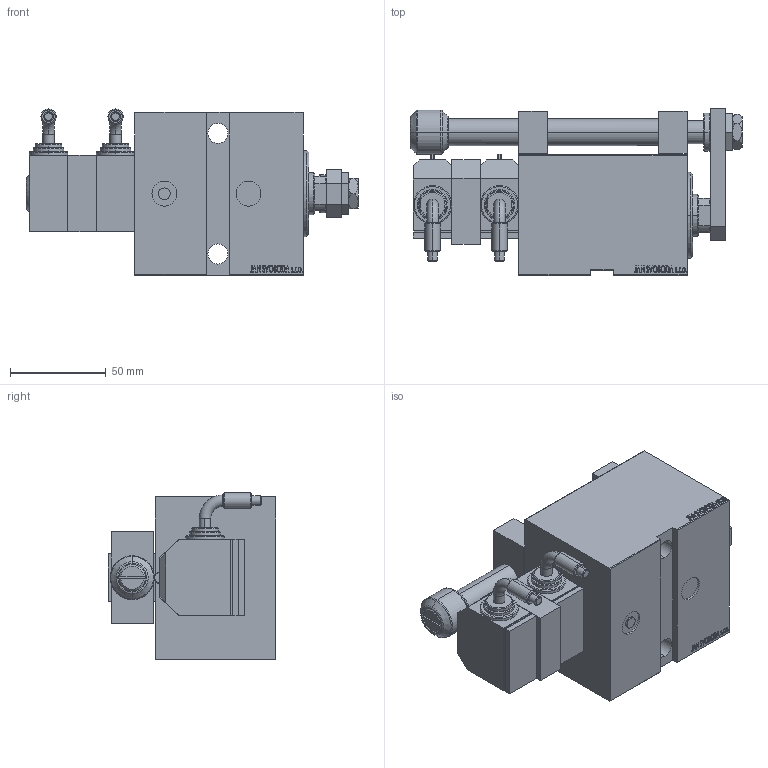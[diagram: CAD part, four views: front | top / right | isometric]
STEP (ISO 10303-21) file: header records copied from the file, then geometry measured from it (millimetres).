
FILE_DESCRIPTION (( 'STEP AP203' ), '1' );
FILE_NAME ('cebe.STEP', '2024-02-12T05:41:42', ( '' ), ( '' ), 'SwSTEP 2.0', 'SolidWorks 2019', '' );
FILE_SCHEMA (( 'CONFIG_CONTROL_DESIGN' ));
Length unit declared in the file: millimetre
Products named in the file (13): SWITCH_P_FRONT_BACK a805d6a125948889d3ad9722299033e5; MIDDLE a805d6a125948889d3ad9722299033e5; ZARAZKA_P a805d6a125948889d3ad9722299033e5; SWITCH DIM W_B a805d6a125948889d3ad9722299033e5; TYC_P a805d6a125948889d3ad9722299033e5; NUT_D16 a805d6a125948889d3ad9722299033e5; V450CM_VC_B a805d6a125948889d3ad9722299033e5; NUT_D19_P a805d6a125948889d3ad9722299033e5; SWITCH P a805d6a125948889d3ad9722299033e5; KROUZEK_PRO_TYC a805d6a125948889d3ad9722299033e5; V450CM_E_VCP a805d6a125948889d3ad9722299033e5; V450CM_E_Body a805d6a125948889d3ad9722299033e5; cebe
Assembly tree (14 placements, depth 2):
  cebe
    V450CM_E_Body a805d6a125948889d3ad9722299033e5
    V450CM_E_VCP a805d6a125948889d3ad9722299033e5
    V450CM_VC_B a805d6a125948889d3ad9722299033e5
    ZARAZKA_P a805d6a125948889d3ad9722299033e5
    KROUZEK_PRO_TYC a805d6a125948889d3ad9722299033e5
    MIDDLE a805d6a125948889d3ad9722299033e5
    NUT_D16 a805d6a125948889d3ad9722299033e5
    NUT_D19_P a805d6a125948889d3ad9722299033e5
    SWITCH DIM W_B a805d6a125948889d3ad9722299033e5
    SWITCH P a805d6a125948889d3ad9722299033e5  x2
    SWITCH_P_FRONT_BACK a805d6a125948889d3ad9722299033e5  x2
    TYC_P a805d6a125948889d3ad9722299033e5
Bounding box: 173.5 x 87.5 x 86.76 mm (x, y, z)
Volume: 600793.3 mm3; surface area: 118220.2 mm2
Topology: 14 solids, 14 shells, 1092 faces, 2726 edges, 1786 vertices
Faces by surface type: plane 523, bspline 384, cylinder 104, cone 49, torus 32
Entity records: 49791 total; most frequent: CARTESIAN_POINT 26465, ORIENTED_EDGE 5092, DIRECTION 3297, EDGE_CURVE 2546, VERTEX_POINT 1673, LINE 1485, VECTOR 1485, EDGE_LOOP 1155
